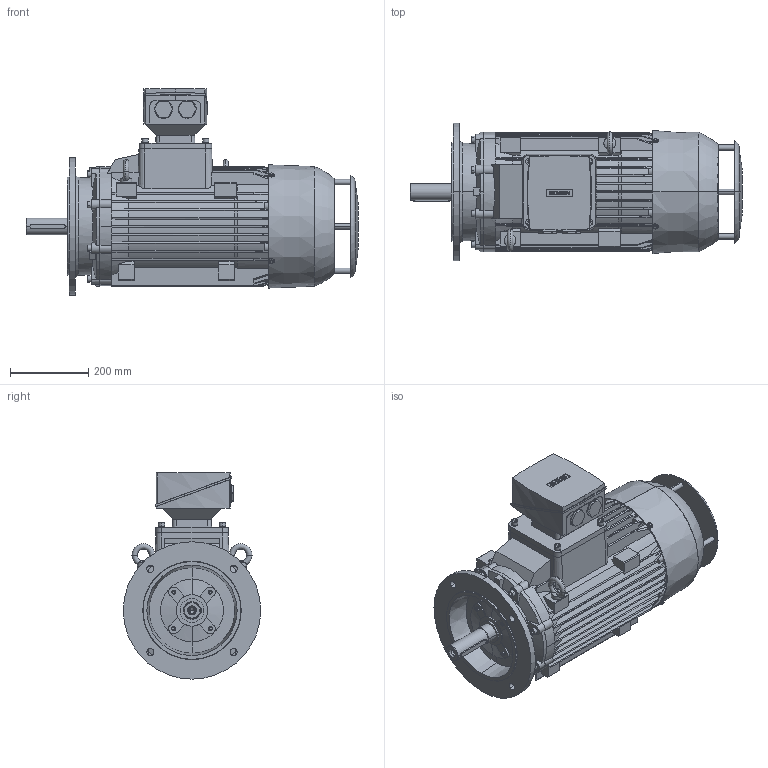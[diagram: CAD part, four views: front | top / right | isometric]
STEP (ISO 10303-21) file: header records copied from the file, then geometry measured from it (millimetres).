
FILE_DESCRIPTION(('STEP AP214'),'1');
FILE_NAME('cctmp_A5EABAC5-B33E-42AB-8B97-09D349DA8003_2023_06_27_10_51_58_0395..stp','2023-06-27T08:51:59',('SIEMENS A&D'),('CADClick - www.CADClick.com'),'Spatial InterOp 3D',' ','unknown authorization');
FILE_SCHEMA(('AUTOMOTIVE_DESIGN'));
Length unit declared in the file: millimetre
Products named in the file (34): cc_unnamed; 2023_06_27_10_51_58_0333; 2023_06_27_10_51_58_0302; 2023_06_27_10_51_58_0270; 2023_06_27_10_51_58_0239; 2023_06_27_10_51_58_0208; 2023_06_27_10_51_58_0177; 2023_06_27_10_51_58_0145; 2023_06_27_10_51_58_0114; 2023_06_27_10_51_58_0083; 2023_06_27_10_51_58_0052; 2023_06_27_10_51_58_0020; 2023_06_27_10_51_57_0989; 2023_06_27_10_51_57_0966; 2023_06_27_10_51_57_0949; 2023_06_27_10_51_57_0918; 2023_06_27_10_51_57_0887; 2023_06_27_10_51_57_0855; 2023_06_27_10_51_57_0832; 2023_06_27_10_51_57_0816; 2023_06_27_10_51_57_0784; 2023_06_27_10_51_57_0753; 2023_06_27_10_51_57_0722; 2023_06_27_10_51_57_0691; 2023_06_27_10_51_57_0659; 2023_06_27_10_51_57_0628; 2023_06_27_10_51_57_0597; 2023_06_27_10_51_57_0566; 2023_06_27_10_51_57_0534; 2023_06_27_10_51_57_0503; 2023_06_27_10_51_57_0472; 2023_06_27_10_51_57_0441; 2023_06_27_10_51_57_0409; 2023_06_27_10_51_57_0378
Assembly tree (33 placements, depth 2):
  cc_unnamed
    2023_06_27_10_51_58_0333
    2023_06_27_10_51_58_0302
    2023_06_27_10_51_58_0270
    2023_06_27_10_51_58_0239
    2023_06_27_10_51_58_0208
    2023_06_27_10_51_58_0177
    2023_06_27_10_51_58_0145
    2023_06_27_10_51_58_0114
    2023_06_27_10_51_58_0083
    2023_06_27_10_51_58_0052
    2023_06_27_10_51_58_0020
    2023_06_27_10_51_57_0989
    2023_06_27_10_51_57_0966
    2023_06_27_10_51_57_0949
    2023_06_27_10_51_57_0918
    2023_06_27_10_51_57_0887
    2023_06_27_10_51_57_0855
    2023_06_27_10_51_57_0832
    2023_06_27_10_51_57_0816
    2023_06_27_10_51_57_0784
    2023_06_27_10_51_57_0753
    2023_06_27_10_51_57_0722
    2023_06_27_10_51_57_0691
    2023_06_27_10_51_57_0659
    2023_06_27_10_51_57_0628
    2023_06_27_10_51_57_0597
    2023_06_27_10_51_57_0566
    2023_06_27_10_51_57_0534
    2023_06_27_10_51_57_0503
    2023_06_27_10_51_57_0472
    2023_06_27_10_51_57_0441
    2023_06_27_10_51_57_0409
    2023_06_27_10_51_57_0378
Bounding box: 846 x 350 x 525.5 mm (x, y, z)
Volume: 40307977.3 mm3; surface area: 2267003.9 mm2
Topology: 33 solids, 33 shells, 1983 faces, 5489 edges, 3600 vertices
Faces by surface type: cylinder 993, plane 682, cone 242, torus 66
Entity records: 85624 total; most frequent: CARTESIAN_POINT 16684, DIRECTION 11345, ORIENTED_EDGE 10974, EDGE_CURVE 5487, AXIS2_PLACEMENT_3D 4455, VERTEX_POINT 3600, LINE 2435, VECTOR 2435
